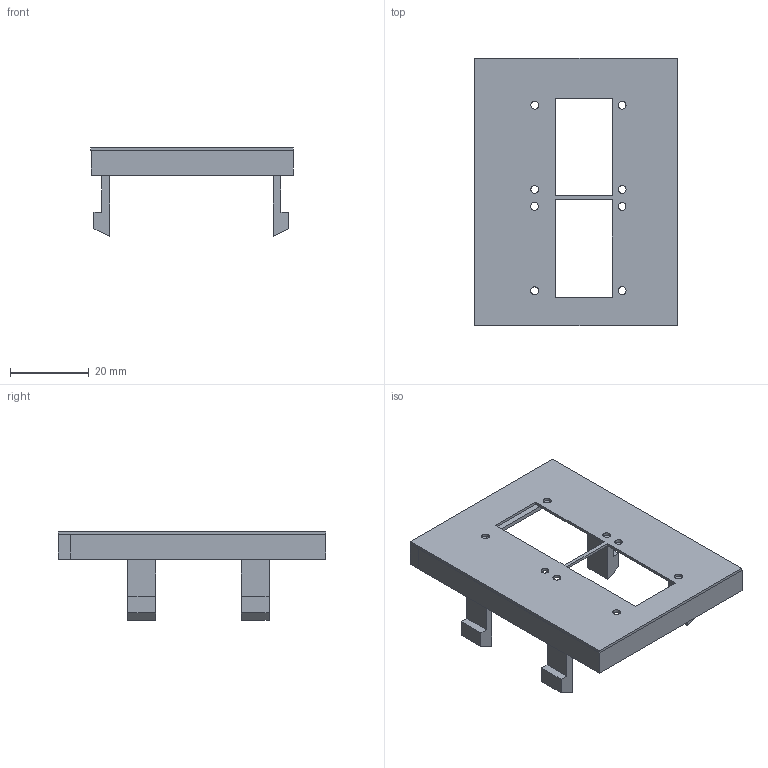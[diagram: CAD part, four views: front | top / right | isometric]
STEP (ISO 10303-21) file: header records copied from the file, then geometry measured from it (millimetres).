
FILE_DESCRIPTION(/* description */ (''),/* implementation_level */ '2;1');
FILE_NAME(/* name */ 'Top Piece V1.step',/* time_stamp */ '2024-08-15T17:43:47-07:00',/* author */ (''),/* organization */ (''),/* preprocessor_version */ 'ST-DEVELOPER v20',/* originating_system */ 'Autodesk Translation Framework v13.14.0.145',/* authorisation */ '');
FILE_SCHEMA (('AUTOMOTIVE_DESIGN { 1 0 10303 214 3 1 1 }'));
Length unit declared in the file: millimetre
Products named in the file (1): Water Testing Box
Bounding box: 51.34 x 67.92 x 22.52 mm (x, y, z)
Volume: 8775.9 mm3; surface area: 14609 mm2
Topology: 7 solids, 7 shells, 78 faces, 192 edges, 128 vertices
Faces by surface type: plane 70, cylinder 8
Full cylindrical faces by diameter (mm): 1.971 x1, 1.982 x1, 1.984 x1, 1.99 x1, 1.993 x1, 2 x1, 2.004 x1, 2.006 x1
Entity records: 2353 total; most frequent: CARTESIAN_POINT 399, ORIENTED_EDGE 384, DIRECTION 366, EDGE_CURVE 192, LINE 176, VECTOR 176, VERTEX_POINT 128, EDGE_LOOP 100
